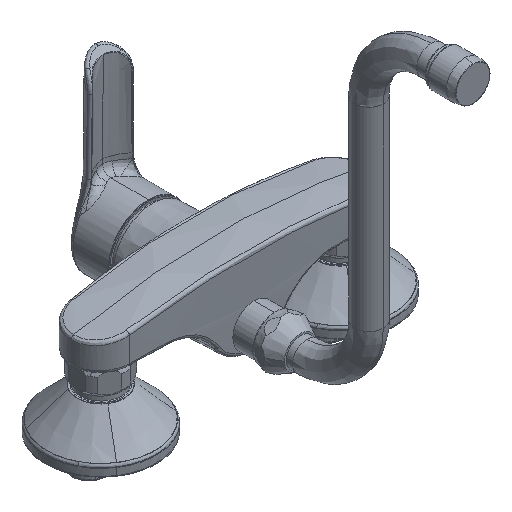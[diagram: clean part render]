
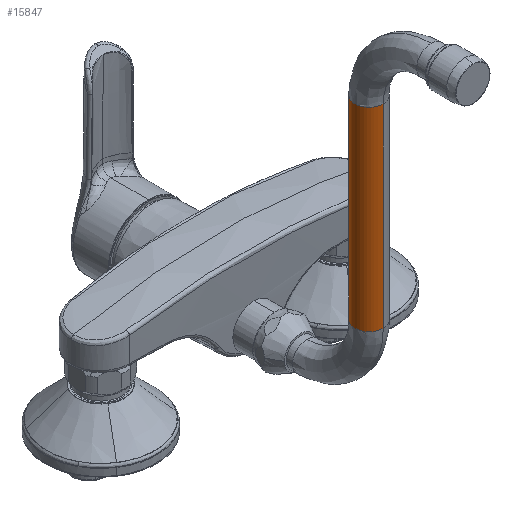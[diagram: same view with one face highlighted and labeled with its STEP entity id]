
A CAD part, isometric view. The second image highlights one B-rep face of the part: STEP entity #15847.
In plain terms, the highlighted cylindrical face has radius 9 mm (diameter 18 mm), a partial arc.
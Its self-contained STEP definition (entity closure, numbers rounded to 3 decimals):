
#239 = CARTESIAN_POINT ( 'NONE',  ( 0., -84.395, 151. ) ) ;
#687 = DIRECTION ( 'NONE',  ( 0., 0., 1. ) ) ;
#1338 = CYLINDRICAL_SURFACE ( 'NONE', #9787, 9. ) ;
#1794 = ORIENTED_EDGE ( 'NONE', *, *, #15003, .F. ) ;
#2038 = DIRECTION ( 'NONE',  ( 0., 0., 1. ) ) ;
#2126 = AXIS2_PLACEMENT_3D ( 'NONE', #6959, #2038, #22446 ) ;
#2923 = EDGE_CURVE ( 'NONE', #10025, #25675, #29046, .T. ) ;
#3879 = ORIENTED_EDGE ( 'NONE', *, *, #2923, .T. ) ;
#5969 = CIRCLE ( 'NONE', #2126, 9. ) ;
#6834 = DIRECTION ( 'NONE',  ( 0., -1., 0. ) ) ;
#6959 = CARTESIAN_POINT ( 'NONE',  ( 0., -93.395, 29. ) ) ;
#8277 = CARTESIAN_POINT ( 'NONE',  ( 0., -102.395, 90. ) ) ;
#9480 = CARTESIAN_POINT ( 'NONE',  ( 0., -84.395, 90. ) ) ;
#9787 = AXIS2_PLACEMENT_3D ( 'NONE', #29143, #24890, #6834 ) ;
#9905 = DIRECTION ( 'NONE',  ( 0., -1., 0. ) ) ;
#10025 = VERTEX_POINT ( 'NONE', #23384 ) ;
#11558 = VERTEX_POINT ( 'NONE', #239 ) ;
#12071 = EDGE_CURVE ( 'NONE', #25675, #11558, #20330, .T. ) ;
#14001 = VERTEX_POINT ( 'NONE', #21522 ) ;
#15003 = EDGE_CURVE ( 'NONE', #14001, #11558, #20837, .T. ) ;
#15847 = ADVANCED_FACE ( 'NONE', ( #28878 ), #1338, .T. ) ;
#16614 = CARTESIAN_POINT ( 'NONE',  ( 0., -93.395, 151. ) ) ;
#18440 = VECTOR ( 'NONE', #687, 1000. ) ;
#18974 = ORIENTED_EDGE ( 'NONE', *, *, #12071, .T. ) ;
#20330 = CIRCLE ( 'NONE', #26380, 9. ) ;
#20837 = LINE ( 'NONE', #9480, #24740 ) ;
#21522 = CARTESIAN_POINT ( 'NONE',  ( 0., -84.395, 29. ) ) ;
#22176 = ORIENTED_EDGE ( 'NONE', *, *, #22573, .T. ) ;
#22446 = DIRECTION ( 'NONE',  ( 0., -1., 0. ) ) ;
#22573 = EDGE_CURVE ( 'NONE', #14001, #10025, #5969, .T. ) ;
#23384 = CARTESIAN_POINT ( 'NONE',  ( 0., -102.395, 29. ) ) ;
#23433 = DIRECTION ( 'NONE',  ( 0., 0., -1. ) ) ;
#24740 = VECTOR ( 'NONE', #27856, 1000. ) ;
#24890 = DIRECTION ( 'NONE',  ( 0., 0., 1. ) ) ;
#25251 = EDGE_LOOP ( 'NONE', ( #1794, #22176, #3879, #18974 ) ) ;
#25675 = VERTEX_POINT ( 'NONE', #26467 ) ;
#26380 = AXIS2_PLACEMENT_3D ( 'NONE', #16614, #23433, #9905 ) ;
#26467 = CARTESIAN_POINT ( 'NONE',  ( 0., -102.395, 151. ) ) ;
#27856 = DIRECTION ( 'NONE',  ( 0., 0., 1. ) ) ;
#28878 = FACE_OUTER_BOUND ( 'NONE', #25251, .T. ) ;
#29046 = LINE ( 'NONE', #8277, #18440 ) ;
#29143 = CARTESIAN_POINT ( 'NONE',  ( 0., -93.395, 90. ) ) ;
